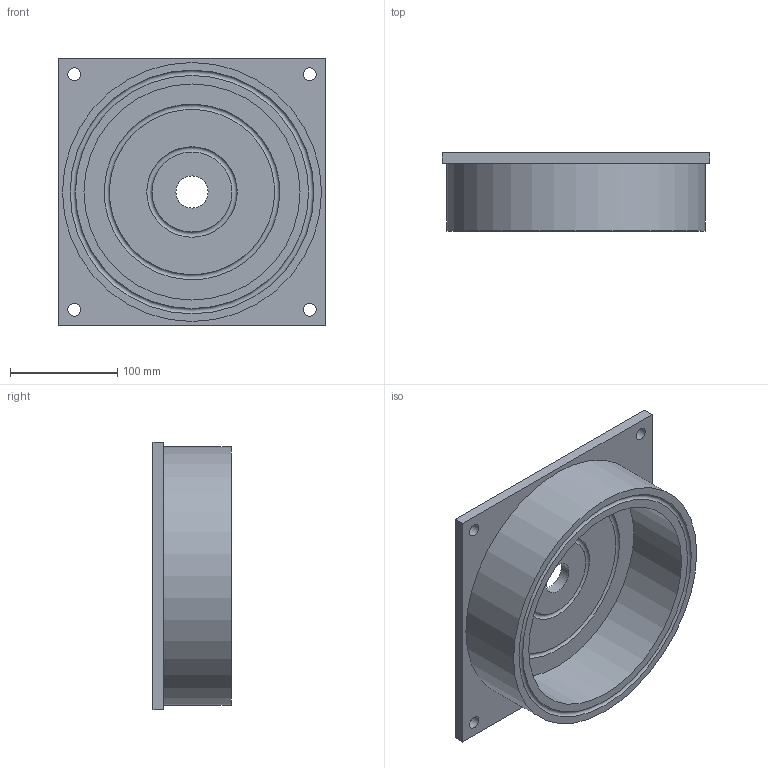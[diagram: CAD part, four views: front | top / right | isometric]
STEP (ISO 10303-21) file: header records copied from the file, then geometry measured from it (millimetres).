
FILE_DESCRIPTION(('FreeCAD Model'),'2;1');
FILE_NAME('Base part 1.step', '2016-11-16T17:46:01',('Author'),(''), 'Open CASCADE STEP processor 6.8','FreeCAD','Unknown');
FILE_SCHEMA(('AUTOMOTIVE_DESIGN_CC2 { 1 2 10303 214 -1 1 5 4 }'));
Length unit declared in the file: millimetre
Products named in the file (2): ASSEMBLY; Cut012
Assembly tree (1 placements, depth 2):
  ASSEMBLY
    Cut012
Bounding box: 250 x 73 x 250 mm (x, y, z)
Volume: 1481538 mm3; surface area: 225833.8 mm2
Topology: 1 solids, 1 shells, 21 faces, 42 edges, 28 vertices
Faces by surface type: plane 11, cylinder 7, torus 3
Full cylindrical faces by diameter (mm): 12 x4, 30 x1, 202 x1, 242 x1
Entity records: 1350 total; most frequent: CARTESIAN_POINT 273, DIRECTION 179, ORIENTED_EDGE 84, PCURVE 84, DEFINITIONAL_REPRESENTATION 84, LINE 83, VECTOR 83, AXIS2_PLACEMENT_3D 46
